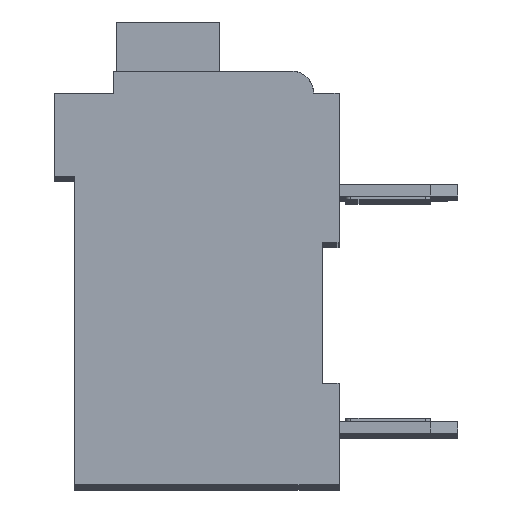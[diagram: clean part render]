
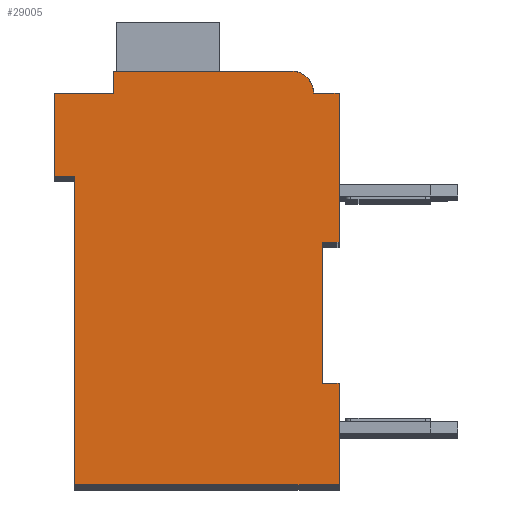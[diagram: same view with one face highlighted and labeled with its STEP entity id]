
A CAD part, top view. The second image highlights one B-rep face of the part: STEP entity #29005.
In plain terms, the highlighted planar face has unit normal (0, 0, 1).
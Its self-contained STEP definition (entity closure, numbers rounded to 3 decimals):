
#8886=DIRECTION('',(1.,0.,0.));
#8887=VECTOR('',#8886,0.5);
#8888=CARTESIAN_POINT('',(7.3,7.15,2.1));
#8889=LINE('',#8888,#8887);
#8890=DIRECTION('',(0.,1.,0.));
#8891=VECTOR('',#8890,4.15);
#8892=CARTESIAN_POINT('',(7.3,3.,2.1));
#8893=LINE('',#8892,#8891);
#8894=DIRECTION('',(-1.,0.,0.));
#8895=VECTOR('',#8894,0.5);
#8896=CARTESIAN_POINT('',(7.8,3.,2.1));
#8897=LINE('',#8896,#8895);
#8898=DIRECTION('',(0.,1.,0.));
#8899=VECTOR('',#8898,3.);
#8900=CARTESIAN_POINT('',(7.8,0.,2.1));
#8901=LINE('',#8900,#8899);
#8902=DIRECTION('',(1.,0.,0.));
#8903=VECTOR('',#8902,7.8);
#8904=CARTESIAN_POINT('',(0.,0.,2.1));
#8905=LINE('',#8904,#8903);
#8906=DIRECTION('',(0.,-1.,0.));
#8907=VECTOR('',#8906,9.1);
#8908=CARTESIAN_POINT('',(0.,9.1,2.1));
#8909=LINE('',#8908,#8907);
#8910=DIRECTION('',(1.,0.,0.));
#8911=VECTOR('',#8910,0.6);
#8912=CARTESIAN_POINT('',(-0.6,9.1,2.1));
#8913=LINE('',#8912,#8911);
#8914=DIRECTION('',(0.,-1.,0.));
#8915=VECTOR('',#8914,2.45);
#8916=CARTESIAN_POINT('',(-0.6,11.55,2.1));
#8917=LINE('',#8916,#8915);
#8918=DIRECTION('',(-1.,0.,0.));
#8919=VECTOR('',#8918,1.75);
#8920=CARTESIAN_POINT('',(1.15,11.55,2.1));
#8921=LINE('',#8920,#8919);
#8922=DIRECTION('',(0.,-1.,0.));
#8923=VECTOR('',#8922,0.65);
#8924=CARTESIAN_POINT('',(1.15,12.2,2.1));
#8925=LINE('',#8924,#8923);
#8926=DIRECTION('',(-1.,0.,0.));
#8927=VECTOR('',#8926,5.25);
#8928=CARTESIAN_POINT('',(6.4,12.2,2.1));
#8929=LINE('',#8928,#8927);
#8930=CARTESIAN_POINT('',(6.4,11.55,2.1));
#8931=DIRECTION('',(0.,0.,1.));
#8932=DIRECTION('',(1.,0.,0.));
#8933=AXIS2_PLACEMENT_3D('',#8930,#8931,#8932);
#8935=DIRECTION('',(-1.,0.,0.));
#8936=VECTOR('',#8935,0.75);
#8937=CARTESIAN_POINT('',(7.8,11.55,2.1));
#8938=LINE('',#8937,#8936);
#8939=DIRECTION('',(0.,1.,0.));
#8940=VECTOR('',#8939,4.4);
#8941=CARTESIAN_POINT('',(7.8,7.15,2.1));
#8942=LINE('',#8941,#8940);
#14305=CARTESIAN_POINT('',(7.3,7.15,2.1));
#14306=CARTESIAN_POINT('',(7.8,7.15,2.1));
#14307=VERTEX_POINT('',#14305);
#14308=VERTEX_POINT('',#14306);
#14309=CARTESIAN_POINT('',(7.8,11.55,2.1));
#14310=VERTEX_POINT('',#14309);
#14311=CARTESIAN_POINT('',(7.05,11.55,2.1));
#14312=VERTEX_POINT('',#14311);
#14313=CARTESIAN_POINT('',(6.4,12.2,2.1));
#14314=VERTEX_POINT('',#14313);
#14315=CARTESIAN_POINT('',(1.15,12.2,2.1));
#14316=VERTEX_POINT('',#14315);
#14317=CARTESIAN_POINT('',(1.15,11.55,2.1));
#14318=VERTEX_POINT('',#14317);
#14319=CARTESIAN_POINT('',(-0.6,11.55,2.1));
#14320=VERTEX_POINT('',#14319);
#14321=CARTESIAN_POINT('',(-0.6,9.1,2.1));
#14322=VERTEX_POINT('',#14321);
#14323=CARTESIAN_POINT('',(0.,9.1,2.1));
#14324=VERTEX_POINT('',#14323);
#14325=CARTESIAN_POINT('',(0.,0.,2.1));
#14326=VERTEX_POINT('',#14325);
#14327=CARTESIAN_POINT('',(7.8,0.,2.1));
#14328=VERTEX_POINT('',#14327);
#14329=CARTESIAN_POINT('',(7.8,3.,2.1));
#14330=VERTEX_POINT('',#14329);
#14331=CARTESIAN_POINT('',(7.3,3.,2.1));
#14332=VERTEX_POINT('',#14331);
#28984=CARTESIAN_POINT('',(0.,0.,2.1));
#28985=DIRECTION('',(0.,0.,1.));
#28986=DIRECTION('',(1.,0.,0.));
#28987=AXIS2_PLACEMENT_3D('',#28984,#28985,#28986);
#28988=PLANE('',#28987);
#28989=ORIENTED_EDGE('',*,*,#18846,.F.);
#28990=ORIENTED_EDGE('',*,*,#19510,.F.);
#28991=ORIENTED_EDGE('',*,*,#24604,.F.);
#28992=ORIENTED_EDGE('',*,*,#24959,.F.);
#28993=ORIENTED_EDGE('',*,*,#25374,.F.);
#28994=ORIENTED_EDGE('',*,*,#25984,.F.);
#28995=ORIENTED_EDGE('',*,*,#26176,.F.);
#28996=ORIENTED_EDGE('',*,*,#26567,.F.);
#28997=ORIENTED_EDGE('',*,*,#27005,.F.);
#28998=ORIENTED_EDGE('',*,*,#27644,.F.);
#28999=ORIENTED_EDGE('',*,*,#28144,.F.);
#29000=ORIENTED_EDGE('',*,*,#27056,.F.);
#29001=ORIENTED_EDGE('',*,*,#27465,.F.);
#29002=ORIENTED_EDGE('',*,*,#19405,.F.);
#29003=EDGE_LOOP('',(#28989,#28990,#28991,#28992,#28993,#28994,#28995,#28996,
#28997,#28998,#28999,#29000,#29001,#29002));
#29004=FACE_OUTER_BOUND('',#29003,.F.);
#8934=CIRCLE('',#8933,0.65);
#18846=EDGE_CURVE('',#14307,#14308,#8889,.T.);
#19405=EDGE_CURVE('',#14308,#14310,#8942,.T.);
#19510=EDGE_CURVE('',#14332,#14307,#8893,.T.);
#24604=EDGE_CURVE('',#14330,#14332,#8897,.T.);
#24959=EDGE_CURVE('',#14328,#14330,#8901,.T.);
#25374=EDGE_CURVE('',#14326,#14328,#8905,.T.);
#25984=EDGE_CURVE('',#14324,#14326,#8909,.T.);
#26176=EDGE_CURVE('',#14322,#14324,#8913,.T.);
#26567=EDGE_CURVE('',#14320,#14322,#8917,.T.);
#27005=EDGE_CURVE('',#14318,#14320,#8921,.T.);
#27056=EDGE_CURVE('',#14312,#14314,#8934,.T.);
#27465=EDGE_CURVE('',#14310,#14312,#8938,.T.);
#27644=EDGE_CURVE('',#14316,#14318,#8925,.T.);
#28144=EDGE_CURVE('',#14314,#14316,#8929,.T.);
#29005=ADVANCED_FACE('',(#29004),#28988,.T.);
